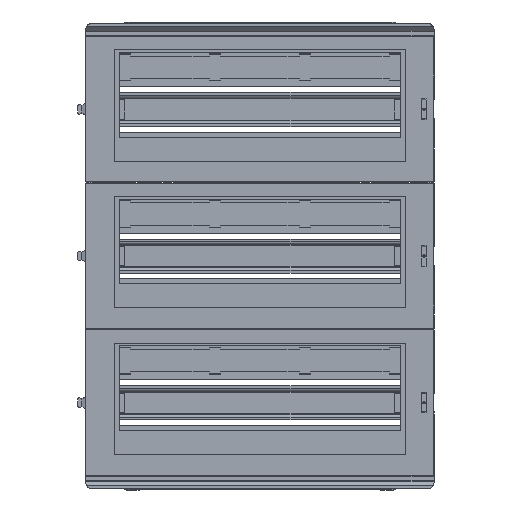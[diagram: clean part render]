
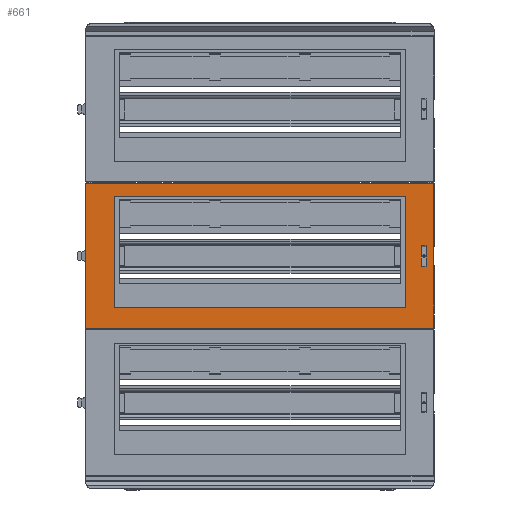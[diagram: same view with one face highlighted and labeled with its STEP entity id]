
A CAD part, top view. The second image highlights one B-rep face of the part: STEP entity #661.
In plain terms, the highlighted planar face has unit normal (0, 0, 1).
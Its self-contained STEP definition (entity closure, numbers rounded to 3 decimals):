
#661=ADVANCED_FACE('',(#7173,#7174,#7175),#7176,.T.);
#7173=FACE_OUTER_BOUND('',#19311,.T.);
#7174=FACE_BOUND('',#19312,.T.);
#7175=FACE_BOUND('',#19313,.T.);
#7176=PLANE('',#19314);
#19311=EDGE_LOOP('',(#36581,#36582,#36583,#36584,#36585,#36586,#36587,#36588));
#19312=EDGE_LOOP('',(#36589,#36590,#36591,#36592));
#19313=EDGE_LOOP('',(#36593,#36594,#36595,#36596));
#19314=AXIS2_PLACEMENT_3D('',#36597,#36598,#36599);
#36581=ORIENTED_EDGE('',*,*,#79591,.T.);
#36582=ORIENTED_EDGE('',*,*,#79592,.F.);
#36583=ORIENTED_EDGE('',*,*,#79593,.F.);
#36584=ORIENTED_EDGE('',*,*,#79594,.F.);
#36585=ORIENTED_EDGE('',*,*,#79595,.T.);
#36586=ORIENTED_EDGE('',*,*,#79596,.T.);
#36587=ORIENTED_EDGE('',*,*,#79597,.F.);
#36588=ORIENTED_EDGE('',*,*,#79598,.F.);
#36589=ORIENTED_EDGE('',*,*,#79599,.T.);
#36590=ORIENTED_EDGE('',*,*,#79275,.T.);
#36591=ORIENTED_EDGE('',*,*,#79600,.T.);
#36592=ORIENTED_EDGE('',*,*,#79601,.T.);
#36593=ORIENTED_EDGE('',*,*,#79602,.T.);
#36594=ORIENTED_EDGE('',*,*,#79603,.T.);
#36595=ORIENTED_EDGE('',*,*,#79604,.T.);
#36596=ORIENTED_EDGE('',*,*,#79590,.T.);
#36597=CARTESIAN_POINT('',(4.5,0.135,-14.0));
#36598=DIRECTION('',(0.0,0.0,1.0));
#36599=DIRECTION('',(1.0,-0.0,0.0));
#79275=EDGE_CURVE('',#96518,#96516,#96519,.T.);
#79590=EDGE_CURVE('',#97061,#97063,#97065,.T.);
#79591=EDGE_CURVE('',#97066,#97067,#97068,.T.);
#79592=EDGE_CURVE('',#97069,#97067,#97070,.T.);
#79593=EDGE_CURVE('',#97071,#97069,#97072,.T.);
#79594=EDGE_CURVE('',#97073,#97071,#97074,.T.);
#79595=EDGE_CURVE('',#97073,#97075,#97076,.T.);
#79596=EDGE_CURVE('',#97075,#97077,#97078,.T.);
#79597=EDGE_CURVE('',#97079,#97077,#97080,.T.);
#79598=EDGE_CURVE('',#97066,#97079,#97081,.T.);
#79599=EDGE_CURVE('',#97082,#96518,#97083,.T.);
#79600=EDGE_CURVE('',#96516,#97084,#97085,.T.);
#79601=EDGE_CURVE('',#97084,#97082,#97086,.T.);
#79602=EDGE_CURVE('',#97063,#97087,#97088,.T.);
#79603=EDGE_CURVE('',#97087,#97089,#97090,.T.);
#79604=EDGE_CURVE('',#97089,#97061,#97091,.T.);
#96516=VERTEX_POINT('',#123189);
#96518=VERTEX_POINT('',#123192);
#96519=LINE('',#123193,#123194);
#97061=VERTEX_POINT('',#124048);
#97063=VERTEX_POINT('',#124051);
#97065=LINE('',#124054,#124055);
#97066=VERTEX_POINT('',#124056);
#97067=VERTEX_POINT('',#124057);
#97068=LINE('',#124058,#124059);
#97069=VERTEX_POINT('',#124060);
#97070=B_SPLINE_CURVE_WITH_KNOTS('',3,(#124061,#124062,#124063,#124064,#124065,#124066),.UNSPECIFIED.,.F.,.F.,(4,1,1,4),(0.0,0.333,0.667,1.0),.UNSPECIFIED.);
#97071=VERTEX_POINT('',#124067);
#97072=LINE('',#124068,#124069);
#97073=VERTEX_POINT('',#124070);
#97074=B_SPLINE_CURVE_WITH_KNOTS('',3,(#124071,#124072,#124073,#124074,#124075,#124076),.UNSPECIFIED.,.F.,.F.,(4,1,1,4),(0.0,0.333,0.667,1.0),.UNSPECIFIED.);
#97075=VERTEX_POINT('',#124077);
#97076=LINE('',#124078,#124079);
#97077=VERTEX_POINT('',#124080);
#97078=B_SPLINE_CURVE_WITH_KNOTS('',3,(#124081,#124082,#124083,#124084,#124085,#124086),.UNSPECIFIED.,.F.,.F.,(4,1,1,4),(0.0,0.333,0.667,1.0),.UNSPECIFIED.);
#97079=VERTEX_POINT('',#124087);
#97080=LINE('',#124088,#124089);
#97081=B_SPLINE_CURVE_WITH_KNOTS('',3,(#124090,#124091,#124092,#124093,#124094,#124095),.UNSPECIFIED.,.F.,.F.,(4,1,1,4),(0.0,0.333,0.667,1.0),.UNSPECIFIED.);
#97082=VERTEX_POINT('',#124096);
#97083=LINE('',#124097,#124098);
#97084=VERTEX_POINT('',#124099);
#97085=LINE('',#124100,#124101);
#97086=LINE('',#124102,#124103);
#97087=VERTEX_POINT('',#124104);
#97088=LINE('',#124105,#124106);
#97089=VERTEX_POINT('',#124107);
#97090=LINE('',#124108,#124109);
#97091=LINE('',#124110,#124111);
#123189=CARTESIAN_POINT('',(174.5,-10.5,-14.0));
#123192=CARTESIAN_POINT('',(174.5,10.5,-14.0));
#123193=CARTESIAN_POINT('',(174.5,10.5,-14.0));
#123194=VECTOR('',#158132,21.0);
#124048=CARTESIAN_POINT('',(-144.5,-53.0,-14.0));
#124051=CARTESIAN_POINT('',(-144.5,61.0,-14.0));
#124054=CARTESIAN_POINT('',(-144.5,-53.0,-14.0));
#124055=VECTOR('',#158447,114.0);
#124056=CARTESIAN_POINT('',(182.387,-73.73,-14.0));
#124057=CARTESIAN_POINT('',(182.387,74.0,-14.0));
#124058=CARTESIAN_POINT('',(182.387,-73.73,-14.0));
#124059=VECTOR('',#158448,147.73);
#124060=CARTESIAN_POINT('',(181.886,74.5,-14.0));
#124061=CARTESIAN_POINT('',(181.886,74.5,-14.0));
#124062=CARTESIAN_POINT('',(181.982,74.5,-14.0));
#124063=CARTESIAN_POINT('',(182.146,74.453,-14.0));
#124064=CARTESIAN_POINT('',(182.339,74.26,-14.0));
#124065=CARTESIAN_POINT('',(182.387,74.095,-14.0));
#124066=CARTESIAN_POINT('',(182.387,74.0,-14.0));
#124067=CARTESIAN_POINT('',(-172.886,74.5,-14.0));
#124068=CARTESIAN_POINT('',(-172.886,74.5,-14.0));
#124069=VECTOR('',#158449,354.773);
#124070=CARTESIAN_POINT('',(-173.387,74.0,-14.0));
#124071=CARTESIAN_POINT('',(-173.387,74.0,-14.0));
#124072=CARTESIAN_POINT('',(-173.387,74.095,-14.0));
#124073=CARTESIAN_POINT('',(-173.339,74.26,-14.0));
#124074=CARTESIAN_POINT('',(-173.146,74.453,-14.0));
#124075=CARTESIAN_POINT('',(-172.982,74.5,-14.0));
#124076=CARTESIAN_POINT('',(-172.886,74.5,-14.0));
#124077=CARTESIAN_POINT('',(-173.387,-73.73,-14.0));
#124078=CARTESIAN_POINT('',(-173.387,74.0,-14.0));
#124079=VECTOR('',#158450,147.73);
#124080=CARTESIAN_POINT('',(-172.887,-74.229,-14.));
#124081=CARTESIAN_POINT('',(-173.387,-73.73,-14.0));
#124082=CARTESIAN_POINT('',(-173.387,-73.824,-14.0));
#124083=CARTESIAN_POINT('',(-173.341,-73.988,-14.0));
#124084=CARTESIAN_POINT('',(-173.145,-74.184,-14.));
#124085=CARTESIAN_POINT('',(-172.981,-74.229,-14.));
#124086=CARTESIAN_POINT('',(-172.887,-74.229,-14.));
#124087=CARTESIAN_POINT('',(181.887,-74.229,-14.));
#124088=CARTESIAN_POINT('',(181.887,-74.229,-14.));
#124089=VECTOR('',#158451,354.773);
#124090=CARTESIAN_POINT('',(182.387,-73.73,-14.0));
#124091=CARTESIAN_POINT('',(182.387,-73.825,-14.0));
#124092=CARTESIAN_POINT('',(182.339,-73.989,-14.0));
#124093=CARTESIAN_POINT('',(182.146,-74.182,-14.0));
#124094=CARTESIAN_POINT('',(181.982,-74.229,-14.));
#124095=CARTESIAN_POINT('',(181.887,-74.229,-14.));
#124096=CARTESIAN_POINT('',(169.5,10.5,-14.0));
#124097=CARTESIAN_POINT('',(169.5,10.5,-14.0));
#124098=VECTOR('',#158452,5.0);
#124099=CARTESIAN_POINT('',(169.5,-10.5,-14.0));
#124100=CARTESIAN_POINT('',(174.5,-10.5,-14.0));
#124101=VECTOR('',#158453,5.0);
#124102=CARTESIAN_POINT('',(169.5,-10.5,-14.0));
#124103=VECTOR('',#158454,21.0);
#124104=CARTESIAN_POINT('',(153.5,61.0,-14.0));
#124105=CARTESIAN_POINT('',(-144.5,61.0,-14.0));
#124106=VECTOR('',#158455,298.0);
#124107=CARTESIAN_POINT('',(153.5,-53.0,-14.0));
#124108=CARTESIAN_POINT('',(153.5,61.0,-14.0));
#124109=VECTOR('',#158456,114.0);
#124110=CARTESIAN_POINT('',(153.5,-53.0,-14.0));
#124111=VECTOR('',#158457,298.0);
#158132=DIRECTION('',(0.0,-1.0,0.0));
#158447=DIRECTION('',(0.0,1.0,0.0));
#158448=DIRECTION('',(0.,1.0,0.));
#158449=DIRECTION('',(1.0,0.,0.0));
#158450=DIRECTION('',(0.,-1.0,0.));
#158451=DIRECTION('',(-1.0,0.,0.));
#158452=DIRECTION('',(1.0,0.0,0.0));
#158453=DIRECTION('',(-1.0,0.0,0.0));
#158454=DIRECTION('',(0.0,1.0,0.0));
#158455=DIRECTION('',(1.0,0.0,0.0));
#158456=DIRECTION('',(0.0,-1.0,0.0));
#158457=DIRECTION('',(-1.0,0.0,0.0));
